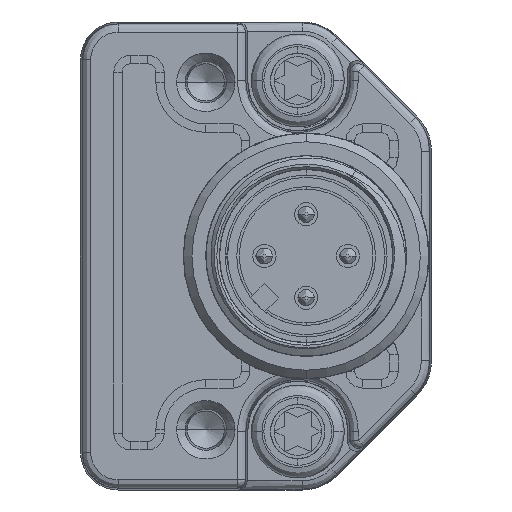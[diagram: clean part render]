
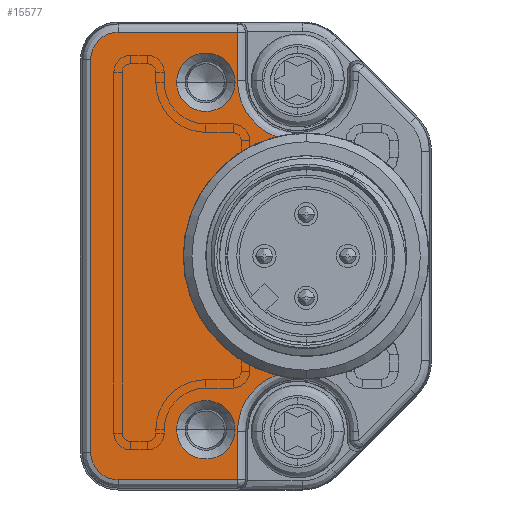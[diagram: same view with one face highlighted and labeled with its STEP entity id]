
A CAD part, left-side view. The second image highlights one B-rep face of the part: STEP entity #15577.
In plain terms, the highlighted planar face has unit normal (-1, 0, 0).
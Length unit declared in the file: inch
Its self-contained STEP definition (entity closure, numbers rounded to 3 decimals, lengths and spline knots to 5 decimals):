
#221=CARTESIAN_POINT('',(-0.51181,0.31496,
-0.41339));
#222=DIRECTION('',(1.,0.,0.));
#223=DIRECTION('',(0.,1.,0.));
#224=AXIS2_PLACEMENT_3D('',#221,#222,#223);
#226=DIRECTION('',(0.,0.,1.));
#227=VECTOR('',#226,0.11381);
#228=CARTESIAN_POINT('',(-0.51181,0.45723,
-0.5272));
#229=LINE('',#228,#227);
#230=DIRECTION('',(0.,-1.,0.));
#231=VECTOR('',#230,0.28096);
#232=CARTESIAN_POINT('',(-0.51181,0.73819,
-0.5272));
#233=LINE('',#232,#231);
#234=CARTESIAN_POINT('',(-0.51181,0.73819,
-0.4626));
#235=DIRECTION('',(-1.,0.,0.));
#236=DIRECTION('',(0.,1.,0.));
#237=AXIS2_PLACEMENT_3D('',#234,#235,#236);
#239=DIRECTION('',(0.,0.,-1.));
#240=VECTOR('',#239,0.9252);
#241=CARTESIAN_POINT('',(-0.51181,0.80279,
0.4626));
#242=LINE('',#241,#240);
#243=CARTESIAN_POINT('',(-0.51181,0.73819,
0.4626));
#244=DIRECTION('',(-1.,0.,0.));
#245=DIRECTION('',(0.,0.,1.));
#246=AXIS2_PLACEMENT_3D('',#243,#244,#245);
#248=DIRECTION('',(0.,1.,0.));
#249=VECTOR('',#248,0.28096);
#250=CARTESIAN_POINT('',(-0.51181,0.45723,
0.5272));
#251=LINE('',#250,#249);
#252=DIRECTION('',(0.,0.,1.));
#253=VECTOR('',#252,0.11381);
#254=CARTESIAN_POINT('',(-0.51181,0.45723,
0.41339));
#255=LINE('',#254,#253);
#256=CARTESIAN_POINT('',(-0.51181,0.31496,
0.41339));
#257=DIRECTION('',(1.,0.,0.));
#258=DIRECTION('',(0.,0.359,-0.933));
#259=AXIS2_PLACEMENT_3D('',#256,#257,#258);
#261=CARTESIAN_POINT('',(-0.51181,0.29528,0.));
#262=DIRECTION('',(-1.,0.,0.));
#263=DIRECTION('',(0.,0.244,0.97));
#264=AXIS2_PLACEMENT_3D('',#261,#262,#263);
#266=CARTESIAN_POINT('',(-0.51181,0.5315,
-0.40915));
#267=DIRECTION('',(1.,0.,0.));
#268=DIRECTION('',(0.,1.,0.));
#269=AXIS2_PLACEMENT_3D('',#266,#267,#268);
#271=CARTESIAN_POINT('',(-0.51181,0.5315,
-0.40915));
#272=DIRECTION('',(1.,0.,0.));
#273=DIRECTION('',(0.,-1.,0.));
#274=AXIS2_PLACEMENT_3D('',#271,#272,#273);
#276=CARTESIAN_POINT('',(-0.51181,0.5315,
0.40915));
#277=DIRECTION('',(1.,0.,0.));
#278=DIRECTION('',(0.,1.,0.));
#279=AXIS2_PLACEMENT_3D('',#276,#277,#278);
#281=CARTESIAN_POINT('',(-0.51181,0.5315,
0.40915));
#282=DIRECTION('',(1.,0.,0.));
#283=DIRECTION('',(0.,-1.,0.));
#284=AXIS2_PLACEMENT_3D('',#281,#282,#283);
#13433=CARTESIAN_POINT('',(-0.51181,0.80279,
-0.4626));
#13434=CARTESIAN_POINT('',(-0.51181,0.73819,
-0.5272));
#13435=VERTEX_POINT('',#13433);
#13436=VERTEX_POINT('',#13434);
#13441=CARTESIAN_POINT('',(-0.51181,0.80279,
0.4626));
#13442=VERTEX_POINT('',#13441);
#13445=CARTESIAN_POINT('',(-0.51181,0.73819,
0.5272));
#13446=VERTEX_POINT('',#13445);
#13469=CARTESIAN_POINT('',(-0.51181,0.60039,
-0.40915));
#13470=CARTESIAN_POINT('',(-0.51181,0.4626,
-0.40915));
#13471=VERTEX_POINT('',#13469);
#13472=VERTEX_POINT('',#13470);
#13473=CARTESIAN_POINT('',(-0.51181,0.60039,
0.40915));
#13474=CARTESIAN_POINT('',(-0.51181,0.4626,
0.40915));
#13475=VERTEX_POINT('',#13473);
#13476=VERTEX_POINT('',#13474);
#13505=CARTESIAN_POINT('',(-0.51181,0.45723,
-0.41339));
#13506=CARTESIAN_POINT('',(-0.51181,0.366,
-0.28059));
#13507=VERTEX_POINT('',#13505);
#13508=VERTEX_POINT('',#13506);
#13509=CARTESIAN_POINT('',(-0.51181,0.45723,
-0.5272));
#13510=VERTEX_POINT('',#13509);
#13533=CARTESIAN_POINT('',(-0.51181,0.366,
0.28059));
#13534=CARTESIAN_POINT('',(-0.51181,0.45723,
0.41339));
#13535=VERTEX_POINT('',#13533);
#13536=VERTEX_POINT('',#13534);
#13537=CARTESIAN_POINT('',(-0.51181,0.45723,
0.5272));
#13538=VERTEX_POINT('',#13537);
#15539=CARTESIAN_POINT('',(-0.51181,0.,0.));
#15540=DIRECTION('',(-1.,0.,0.));
#15541=DIRECTION('',(0.,0.,1.));
#15542=AXIS2_PLACEMENT_3D('',#15539,#15540,#15541);
#15543=PLANE('',#15542);
#15545=ORIENTED_EDGE('',*,*,#15544,.F.);
#15547=ORIENTED_EDGE('',*,*,#15546,.F.);
#15549=ORIENTED_EDGE('',*,*,#15548,.F.);
#15551=ORIENTED_EDGE('',*,*,#15550,.F.);
#15552=ORIENTED_EDGE('',*,*,#15529,.F.);
#15554=ORIENTED_EDGE('',*,*,#15553,.F.);
#15556=ORIENTED_EDGE('',*,*,#15555,.F.);
#15558=ORIENTED_EDGE('',*,*,#15557,.F.);
#15560=ORIENTED_EDGE('',*,*,#15559,.F.);
#15562=ORIENTED_EDGE('',*,*,#15561,.T.);
#15563=EDGE_LOOP('',(#15545,#15547,#15549,#15551,#15552,#15554,#15556,#15558,
#15560,#15562));
#15564=FACE_OUTER_BOUND('',#15563,.F.);
#15566=ORIENTED_EDGE('',*,*,#15565,.F.);
#15568=ORIENTED_EDGE('',*,*,#15567,.F.);
#15569=EDGE_LOOP('',(#15566,#15568));
#15570=FACE_BOUND('',#15569,.F.);
#15572=ORIENTED_EDGE('',*,*,#15571,.F.);
#15574=ORIENTED_EDGE('',*,*,#15573,.F.);
#15575=EDGE_LOOP('',(#15572,#15574));
#15576=FACE_BOUND('',#15575,.F.);
#15577=ADVANCED_FACE('',(#15564,#15570,#15576),#15543,.T.);
#225=CIRCLE('',#224,0.14227);
#238=CIRCLE('',#237,0.0646);
#247=CIRCLE('',#246,0.0646);
#260=CIRCLE('',#259,0.14227);
#265=CIRCLE('',#264,0.28937);
#270=CIRCLE('',#269,0.0689);
#275=CIRCLE('',#274,0.0689);
#280=CIRCLE('',#279,0.0689);
#285=CIRCLE('',#284,0.0689);
#15529=EDGE_CURVE('',#13442,#13435,#242,.T.);
#15544=EDGE_CURVE('',#13507,#13508,#225,.T.);
#15546=EDGE_CURVE('',#13510,#13507,#229,.T.);
#15548=EDGE_CURVE('',#13436,#13510,#233,.T.);
#15550=EDGE_CURVE('',#13435,#13436,#238,.T.);
#15553=EDGE_CURVE('',#13446,#13442,#247,.T.);
#15555=EDGE_CURVE('',#13538,#13446,#251,.T.);
#15557=EDGE_CURVE('',#13536,#13538,#255,.T.);
#15559=EDGE_CURVE('',#13535,#13536,#260,.T.);
#15561=EDGE_CURVE('',#13535,#13508,#265,.T.);
#15565=EDGE_CURVE('',#13471,#13472,#270,.T.);
#15567=EDGE_CURVE('',#13472,#13471,#275,.T.);
#15571=EDGE_CURVE('',#13475,#13476,#280,.T.);
#15573=EDGE_CURVE('',#13476,#13475,#285,.T.);
